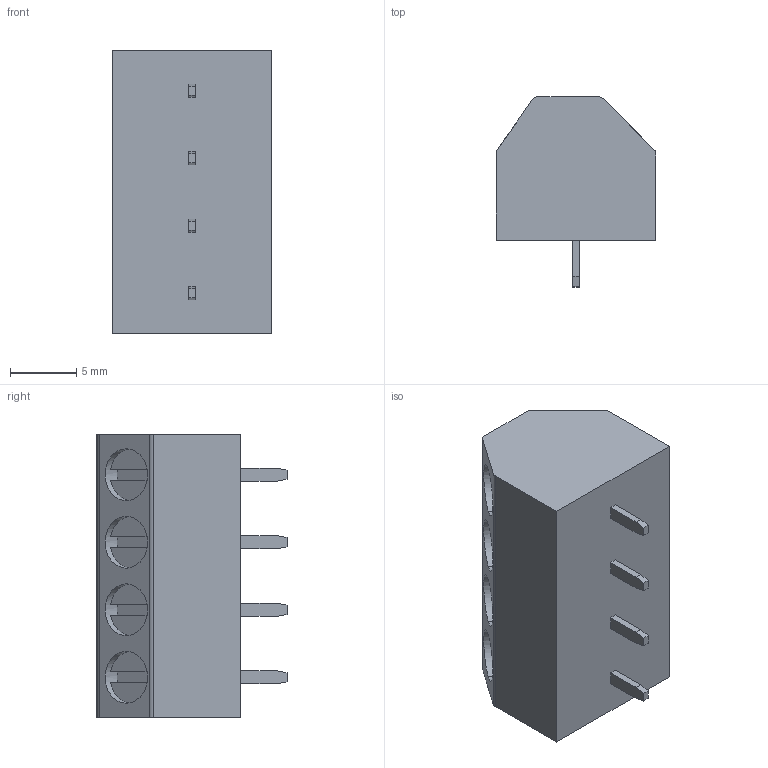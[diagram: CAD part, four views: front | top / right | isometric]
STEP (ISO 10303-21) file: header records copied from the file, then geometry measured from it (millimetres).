
FILE_DESCRIPTION((''),'2;1');
FILE_NAME('PRT0005','2024-10-19T',('sj'),(''),'PRO/ENGINEER BY PARAMETRIC TECHNOLOGY CORPORATION, 2013240','PRO/ENGINEER BY PARAMETRIC TECHNOLOGY CORPORATION, 2013240','');
FILE_SCHEMA(('AUTOMOTIVE_DESIGN_CC2 { 1 2 10303 214 -1 1 5 2 }'));
Length unit declared in the file: millimetre
Products named in the file (1): PRT0005
Bounding box: 12 x 14.3 x 21.24 mm (x, y, z)
Volume: 2327.5 mm3; surface area: 1271.9 mm2
Topology: 1 solids, 1 shells, 100 faces, 258 edges, 172 vertices
Faces by surface type: plane 88, cylinder 12
Entity records: 3042 total; most frequent: CARTESIAN_POINT 530, ORIENTED_EDGE 516, DIRECTION 498, EDGE_CURVE 258, VECTOR 218, LINE 218, VERTEX_POINT 172, AXIS2_PLACEMENT_3D 140
